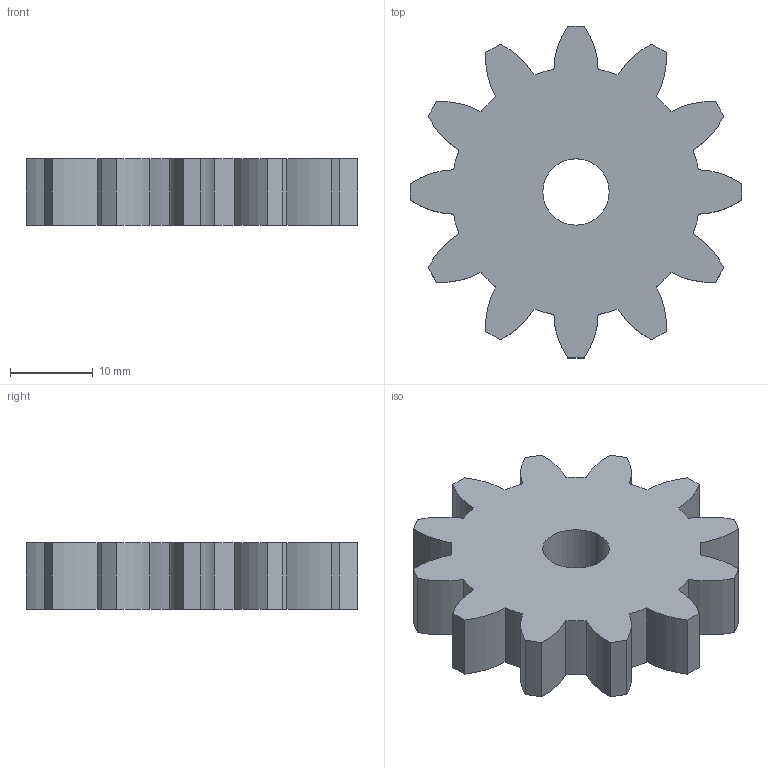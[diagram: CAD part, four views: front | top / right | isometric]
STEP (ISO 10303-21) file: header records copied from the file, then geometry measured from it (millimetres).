
FILE_DESCRIPTION (( 'STEP AP214' ), '1' );
FILE_NAME ('3. Gear 2.STEP', '2025-01-22T14:11:34', ( '' ), ( '' ), 'SwSTEP 2.0', 'SolidWorks 2025', '' );
FILE_SCHEMA (( 'AUTOMOTIVE_DESIGN' ));
Length unit declared in the file: millimetre
Products named in the file (1): 3. Gear 2
Bounding box: 40 x 40 x 8 mm (x, y, z)
Volume: 7291.9 mm3; surface area: 3523.8 mm2
Topology: 1 solids, 1 shells, 51 faces, 147 edges, 98 vertices
Faces by surface type: cylinder 37, plane 14
Full cylindrical faces by diameter (mm): 8 x1
Entity records: 1737 total; most frequent: DIRECTION 324, CARTESIAN_POINT 296, ORIENTED_EDGE 292, EDGE_CURVE 146, AXIS2_PLACEMENT_3D 126, VERTEX_POINT 98, CIRCLE 74, LINE 72
